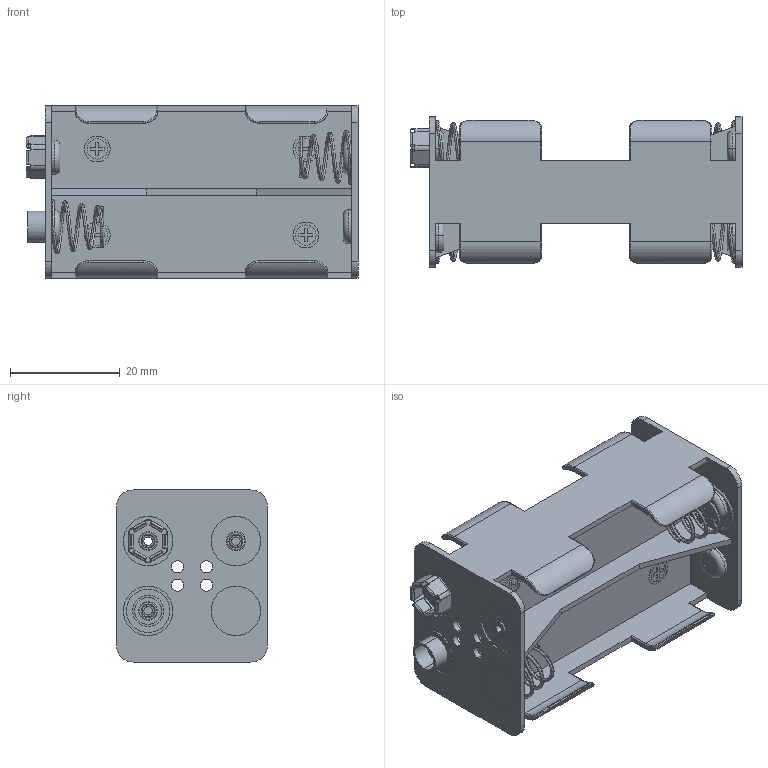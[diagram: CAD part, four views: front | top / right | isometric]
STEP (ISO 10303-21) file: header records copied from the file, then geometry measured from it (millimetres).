
FILE_DESCRIPTION (( 'STEP AP214' ), '1' );
FILE_NAME ('BH24AASF.STEP', '2019-11-19T14:06:42', ( '' ), ( '' ), 'SwSTEP 2.0', 'SolidWorks 2017', '' );
FILE_SCHEMA (( 'AUTOMOTIVE_DESIGN' ));
Length unit declared in the file: inch
Products named in the file (1): BH24AASF
Bounding box: 60.47 x 27.43 x 31.37 mm (x, y, z)
Volume: 10231.1 mm3; surface area: 14589.8 mm2
Topology: 9 solids, 9 shells, 734 faces, 1766 edges, 1108 vertices
Faces by surface type: cylinder 288, plane 286, torus 112, bspline 48
Entity records: 33370 total; most frequent: CARTESIAN_POINT 15757, DIRECTION 3852, ORIENTED_EDGE 3532, EDGE_CURVE 1766, AXIS2_PLACEMENT_3D 1491, VERTEX_POINT 1108, LINE 870, VECTOR 870
